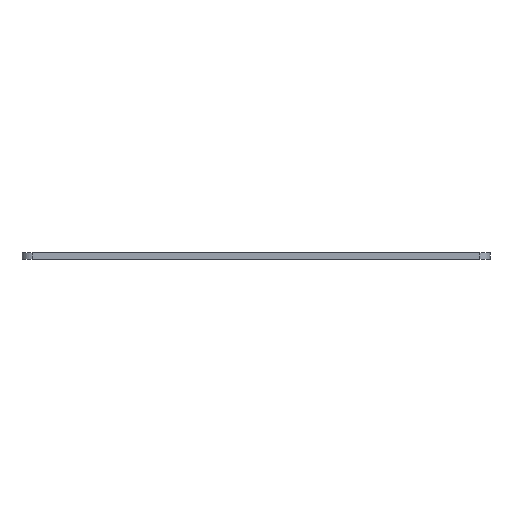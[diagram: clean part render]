
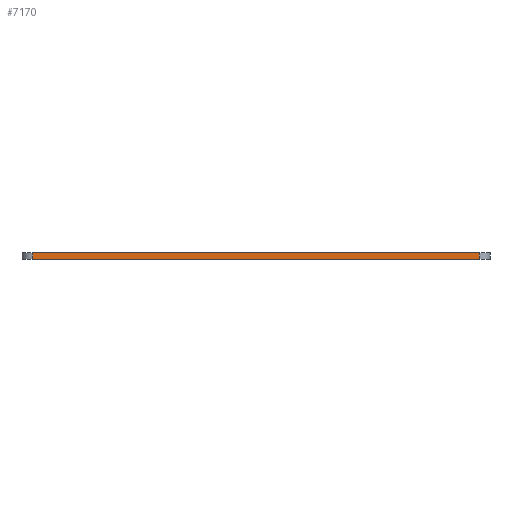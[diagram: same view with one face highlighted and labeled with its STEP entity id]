
A CAD part, left-side view. The second image highlights one B-rep face of the part: STEP entity #7170.
In plain terms, the highlighted planar face has unit normal (-1, 0, 0).
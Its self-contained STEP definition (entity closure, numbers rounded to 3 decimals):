
#84 = PLANE('',#85);
#85 = AXIS2_PLACEMENT_3D('',#86,#87,#88);
#86 = CARTESIAN_POINT('',(87.624,-99.452,1.6));
#87 = DIRECTION('',(0.,0.,1.));
#88 = DIRECTION('',(1.,0.,-0.));
#139 = PLANE('',#140);
#140 = AXIS2_PLACEMENT_3D('',#141,#142,#143);
#141 = CARTESIAN_POINT('',(87.624,-99.452,0.));
#142 = DIRECTION('',(0.,0.,1.));
#143 = DIRECTION('',(1.,0.,-0.));
#172 = CYLINDRICAL_SURFACE('',#173,2.545);
#173 = AXIS2_PLACEMENT_3D('',#174,#175,#176);
#174 = CARTESIAN_POINT('',(30.49,-152.278,0.));
#175 = DIRECTION('',(-0.,-0.,-1.));
#176 = DIRECTION('',(1.,0.,-0.));
#361 = VERTEX_POINT('',#362);
#362 = CARTESIAN_POINT('',(27.948,-46.576,0.));
#377 = CYLINDRICAL_SURFACE('',#378,2.499);
#378 = AXIS2_PLACEMENT_3D('',#379,#380,#381);
#379 = CARTESIAN_POINT('',(30.447,-46.576,0.));
#380 = DIRECTION('',(-0.,-0.,-1.));
#381 = DIRECTION('',(1.,0.,-0.));
#389 = EDGE_CURVE('',#361,#390,#392,.T.);
#390 = VERTEX_POINT('',#391);
#391 = CARTESIAN_POINT('',(27.945,-152.278,0.));
#392 = SURFACE_CURVE('',#393,(#397,#404),.PCURVE_S1.);
#393 = LINE('',#394,#395);
#394 = CARTESIAN_POINT('',(27.948,-46.576,0.));
#395 = VECTOR('',#396,1.);
#396 = DIRECTION('',(0.,-1.,0.));
#397 = PCURVE('',#139,#398);
#398 = DEFINITIONAL_REPRESENTATION('',(#399),#403);
#399 = LINE('',#400,#401);
#400 = CARTESIAN_POINT('',(-59.676,52.876));
#401 = VECTOR('',#402,1.);
#402 = DIRECTION('',(0.,-1.));
#403 = ( GEOMETRIC_REPRESENTATION_CONTEXT(2) 
PARAMETRIC_REPRESENTATION_CONTEXT() REPRESENTATION_CONTEXT('2D SPACE',''
  ) );
#404 = PCURVE('',#405,#410);
#405 = PLANE('',#406);
#406 = AXIS2_PLACEMENT_3D('',#407,#408,#409);
#407 = CARTESIAN_POINT('',(27.948,-46.576,0.));
#408 = DIRECTION('',(1.,0.,0.));
#409 = DIRECTION('',(0.,-1.,0.));
#410 = DEFINITIONAL_REPRESENTATION('',(#411),#415);
#411 = LINE('',#412,#413);
#412 = CARTESIAN_POINT('',(0.,0.));
#413 = VECTOR('',#414,1.);
#414 = DIRECTION('',(1.,0.));
#415 = ( GEOMETRIC_REPRESENTATION_CONTEXT(2) 
PARAMETRIC_REPRESENTATION_CONTEXT() REPRESENTATION_CONTEXT('2D SPACE',''
  ) );
#4058 = VERTEX_POINT('',#4059);
#4059 = CARTESIAN_POINT('',(27.948,-46.576,1.6));
#4081 = EDGE_CURVE('',#4058,#4082,#4084,.T.);
#4082 = VERTEX_POINT('',#4083);
#4083 = CARTESIAN_POINT('',(27.945,-152.278,1.6));
#4084 = SURFACE_CURVE('',#4085,(#4089,#4096),.PCURVE_S1.);
#4085 = LINE('',#4086,#4087);
#4086 = CARTESIAN_POINT('',(27.948,-46.576,1.6));
#4087 = VECTOR('',#4088,1.);
#4088 = DIRECTION('',(0.,-1.,0.));
#4089 = PCURVE('',#84,#4090);
#4090 = DEFINITIONAL_REPRESENTATION('',(#4091),#4095);
#4091 = LINE('',#4092,#4093);
#4092 = CARTESIAN_POINT('',(-59.676,52.876));
#4093 = VECTOR('',#4094,1.);
#4094 = DIRECTION('',(0.,-1.));
#4095 = ( GEOMETRIC_REPRESENTATION_CONTEXT(2) 
PARAMETRIC_REPRESENTATION_CONTEXT() REPRESENTATION_CONTEXT('2D SPACE',''
  ) );
#4096 = PCURVE('',#405,#4097);
#4097 = DEFINITIONAL_REPRESENTATION('',(#4098),#4102);
#4098 = LINE('',#4099,#4100);
#4099 = CARTESIAN_POINT('',(0.,-1.6));
#4100 = VECTOR('',#4101,1.);
#4101 = DIRECTION('',(1.,0.));
#4102 = ( GEOMETRIC_REPRESENTATION_CONTEXT(2) 
PARAMETRIC_REPRESENTATION_CONTEXT() REPRESENTATION_CONTEXT('2D SPACE',''
  ) );
#7120 = EDGE_CURVE('',#390,#4082,#7121,.T.);
#7121 = SURFACE_CURVE('',#7122,(#7126,#7133),.PCURVE_S1.);
#7122 = LINE('',#7123,#7124);
#7123 = CARTESIAN_POINT('',(27.945,-152.278,0.));
#7124 = VECTOR('',#7125,1.);
#7125 = DIRECTION('',(0.,0.,1.));
#7126 = PCURVE('',#172,#7127);
#7127 = DEFINITIONAL_REPRESENTATION('',(#7128),#7132);
#7128 = LINE('',#7129,#7130);
#7129 = CARTESIAN_POINT('',(-3.142,0.));
#7130 = VECTOR('',#7131,1.);
#7131 = DIRECTION('',(-0.,-1.));
#7132 = ( GEOMETRIC_REPRESENTATION_CONTEXT(2) 
PARAMETRIC_REPRESENTATION_CONTEXT() REPRESENTATION_CONTEXT('2D SPACE',''
  ) );
#7133 = PCURVE('',#405,#7134);
#7134 = DEFINITIONAL_REPRESENTATION('',(#7135),#7139);
#7135 = LINE('',#7136,#7137);
#7136 = CARTESIAN_POINT('',(105.702,0.));
#7137 = VECTOR('',#7138,1.);
#7138 = DIRECTION('',(0.,-1.));
#7139 = ( GEOMETRIC_REPRESENTATION_CONTEXT(2) 
PARAMETRIC_REPRESENTATION_CONTEXT() REPRESENTATION_CONTEXT('2D SPACE',''
  ) );
#7170 = ADVANCED_FACE('',(#7171),#405,.F.);
#7171 = FACE_BOUND('',#7172,.F.);
#7172 = EDGE_LOOP('',(#7173,#7194,#7195,#7196));
#7173 = ORIENTED_EDGE('',*,*,#7174,.T.);
#7174 = EDGE_CURVE('',#361,#4058,#7175,.T.);
#7175 = SURFACE_CURVE('',#7176,(#7180,#7187),.PCURVE_S1.);
#7176 = LINE('',#7177,#7178);
#7177 = CARTESIAN_POINT('',(27.948,-46.576,0.));
#7178 = VECTOR('',#7179,1.);
#7179 = DIRECTION('',(0.,0.,1.));
#7180 = PCURVE('',#405,#7181);
#7181 = DEFINITIONAL_REPRESENTATION('',(#7182),#7186);
#7182 = LINE('',#7183,#7184);
#7183 = CARTESIAN_POINT('',(0.,0.));
#7184 = VECTOR('',#7185,1.);
#7185 = DIRECTION('',(0.,-1.));
#7186 = ( GEOMETRIC_REPRESENTATION_CONTEXT(2) 
PARAMETRIC_REPRESENTATION_CONTEXT() REPRESENTATION_CONTEXT('2D SPACE',''
  ) );
#7187 = PCURVE('',#377,#7188);
#7188 = DEFINITIONAL_REPRESENTATION('',(#7189),#7193);
#7189 = LINE('',#7190,#7191);
#7190 = CARTESIAN_POINT('',(-3.142,0.));
#7191 = VECTOR('',#7192,1.);
#7192 = DIRECTION('',(-0.,-1.));
#7193 = ( GEOMETRIC_REPRESENTATION_CONTEXT(2) 
PARAMETRIC_REPRESENTATION_CONTEXT() REPRESENTATION_CONTEXT('2D SPACE',''
  ) );
#7194 = ORIENTED_EDGE('',*,*,#4081,.T.);
#7195 = ORIENTED_EDGE('',*,*,#7120,.F.);
#7196 = ORIENTED_EDGE('',*,*,#389,.F.);
